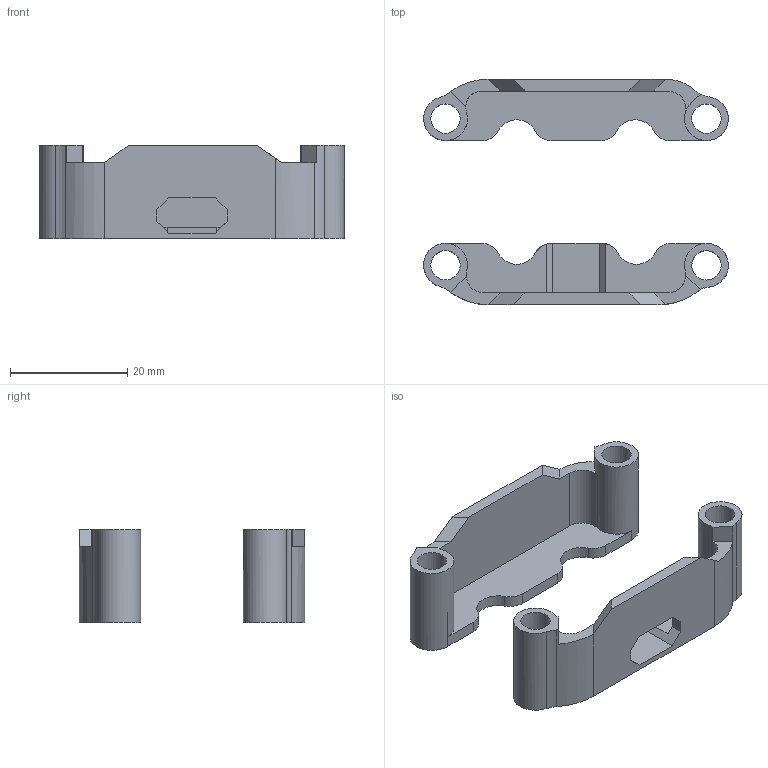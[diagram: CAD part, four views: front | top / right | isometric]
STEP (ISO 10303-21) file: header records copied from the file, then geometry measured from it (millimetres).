
FILE_DESCRIPTION(/* description */ ('','CAx-IF Rec.Pracs.---Representation and Presentation of Product Manufacturing Information (PMI)---4.0---2014-10-13'),/* implementation_level */ '2;1');
FILE_NAME(/* name */ 'Volador Stack Guards v4.step',/* time_stamp */ '2025-02-04T21:37:01Z',/* author */ (''),/* organization */ (''),/* preprocessor_version */ 'ST-DEVELOPER v20',/* originating_system */ 'Autodesk Translation Framework v13.20.0.188',/* authorisation */ '');
FILE_SCHEMA (('AP242_MANAGED_MODEL_BASED_3D_ENGINEERING_MIM_LF { 1 0 10303 442 1 1 4 }'));
Length unit declared in the file: millimetre
Products named in the file (1): Volador Stack Guards
Bounding box: 51.9 x 38.4 x 16 mm (x, y, z)
Volume: 5080.5 mm3; surface area: 6418.8 mm2
Topology: 2 solids, 2 shells, 81 faces, 233 edges, 155 vertices
Faces by surface type: plane 48, cylinder 33
Full cylindrical faces by diameter (mm): 5 x3
Entity records: 2737 total; most frequent: DIRECTION 483, CARTESIAN_POINT 470, ORIENTED_EDGE 466, EDGE_CURVE 233, AXIS2_PLACEMENT_3D 168, VERTEX_POINT 155, LINE 147, VECTOR 147
